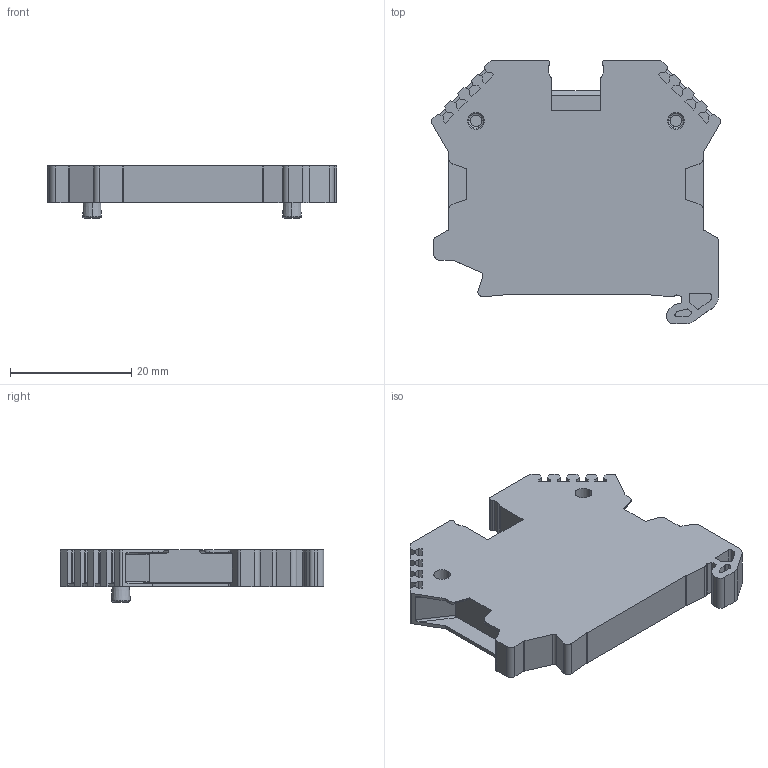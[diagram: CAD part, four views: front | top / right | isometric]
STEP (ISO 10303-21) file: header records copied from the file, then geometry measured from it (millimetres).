
FILE_DESCRIPTION(('FreeCAD Model'),'2;1');
FILE_NAME('17105_SRK_B_4_2A.stp','2018-09-09T22:17:17',('Author'),(''), 'Open CASCADE STEP processor 7.2','FreeCAD','Unknown');
FILE_SCHEMA(('AUTOMOTIVE_DESIGN { 1 0 10303 214 1 1 1 1 }'));
Length unit declared in the file: millimetre
Products named in the file (1): 17105_SRK_B_4_2A
Bounding box: 47.85 x 43.5 x 8.6 mm (x, y, z)
Volume: 8828.4 mm3; surface area: 5006 mm2
Topology: 1 solids, 1 shells, 307 faces, 855 edges, 562 vertices
Faces by surface type: plane 198, cylinder 85, cone 12, torus 12
Entity records: 22460 total; most frequent: CARTESIAN_POINT 5337, DIRECTION 3203, LINE 2154, VECTOR 2154, ORIENTED_EDGE 1710, PCURVE 1710, DEFINITIONAL_REPRESENTATION 1710, EDGE_CURVE 855
